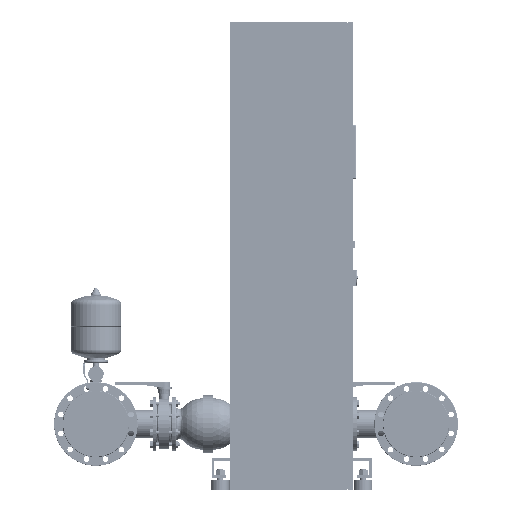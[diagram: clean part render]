
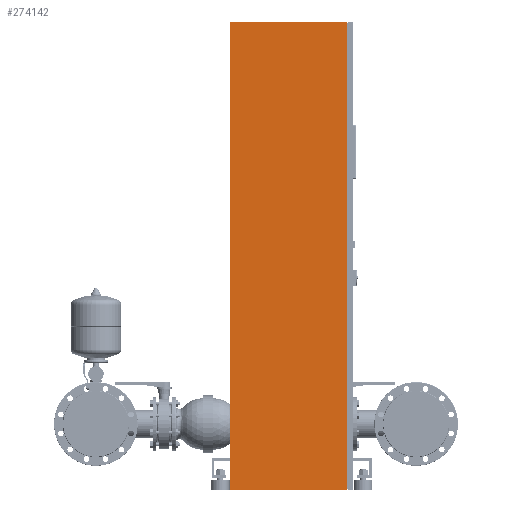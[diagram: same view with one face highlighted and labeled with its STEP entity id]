
A CAD part, left-side view. The second image highlights one B-rep face of the part: STEP entity #274142.
In plain terms, the highlighted planar face has unit normal (-1, 0, 0).
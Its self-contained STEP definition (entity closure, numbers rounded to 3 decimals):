
#274103=CARTESIAN_POINT('',(-1350.0,250.0,0.0));
#274104=DIRECTION('',(-1.0,0.0,0.0));
#274105=DIRECTION('',(0.0,-1.0,0.0));
#274106=AXIS2_PLACEMENT_3D('',#274103,#274104,#274105);
#274107=PLANE('',#274106);
#274108=CARTESIAN_POINT('',(-1350.0,-225.0,0.));
#274109=VERTEX_POINT('',#274108);
#274110=CARTESIAN_POINT('',(-1350.,-225.,1900.));
#274111=VERTEX_POINT('',#274110);
#274112=CARTESIAN_POINT('',(-1350.0,-225.0,0.));
#274113=DIRECTION('',(0.0,0.0,1.0));
#274114=VECTOR('',#274113,1900.);
#274115=LINE('',#274112,#274114);
#274116=EDGE_CURVE('',#274109,#274111,#274115,.T.);
#274117=ORIENTED_EDGE('',*,*,#274116,.T.);
#274118=CARTESIAN_POINT('',(-1350.,250.,1900.));
#274119=VERTEX_POINT('',#274118);
#274120=CARTESIAN_POINT('',(-1350.,250.,1900.));
#274121=DIRECTION('',(0.0,-1.0,0.0));
#274122=VECTOR('',#274121,475.0);
#274123=LINE('',#274120,#274122);
#274124=EDGE_CURVE('',#274119,#274111,#274123,.T.);
#274125=ORIENTED_EDGE('',*,*,#274124,.F.);
#274126=CARTESIAN_POINT('',(-1350.0,250.0,0.0));
#274127=VERTEX_POINT('',#274126);
#274128=CARTESIAN_POINT('',(-1350.,250.,1900.));
#274129=DIRECTION('',(0.0,0.0,-1.0));
#274130=VECTOR('',#274129,1900.);
#274131=LINE('',#274128,#274130);
#274132=EDGE_CURVE('',#274119,#274127,#274131,.T.);
#274133=ORIENTED_EDGE('',*,*,#274132,.T.);
#274134=CARTESIAN_POINT('',(-1350.0,250.0,0.0));
#274135=DIRECTION('',(0.0,-1.0,0.0));
#274136=VECTOR('',#274135,475.0);
#274137=LINE('',#274134,#274136);
#274138=EDGE_CURVE('',#274127,#274109,#274137,.T.);
#274139=ORIENTED_EDGE('',*,*,#274138,.T.);
#274140=EDGE_LOOP('',(#274117,#274125,#274133,#274139));
#274141=FACE_OUTER_BOUND('',#274140,.T.);
#274142=ADVANCED_FACE('',(#274141),#274107,.T.);
